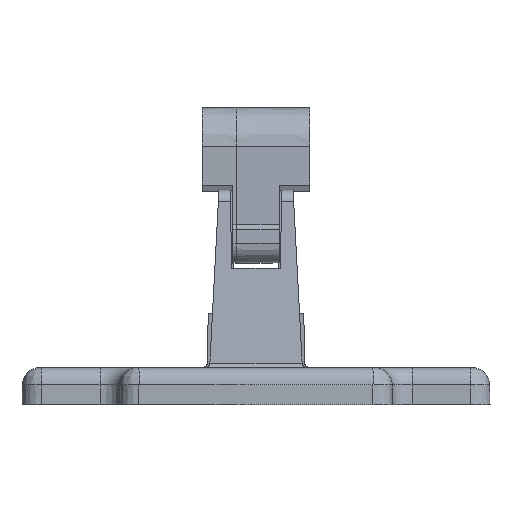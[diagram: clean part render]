
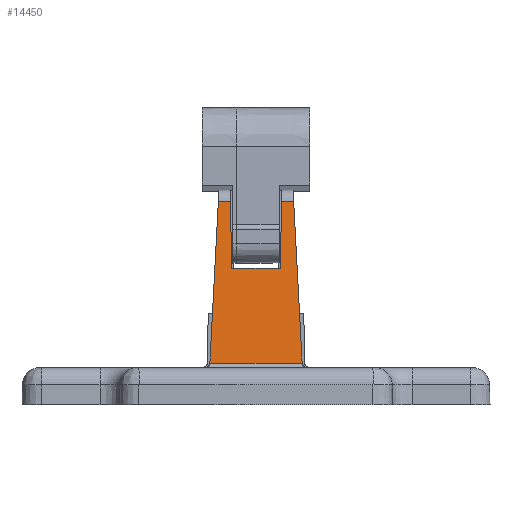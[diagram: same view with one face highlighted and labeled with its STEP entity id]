
A CAD part, left-side view. The second image highlights one B-rep face of the part: STEP entity #14450.
In plain terms, the highlighted planar face has unit normal (-0.995, 0, 0.104).
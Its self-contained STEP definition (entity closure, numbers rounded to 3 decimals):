
#3125=DIRECTION('',(-0.105,0.017,-0.994));
#3126=VECTOR('',#3125,6.875);
#3127=CARTESIAN_POINT('',(-18.61,-2.619,
20.836));
#3128=LINE('',#3127,#3126);
#3132=DIRECTION('',(-0.104,0.052,-0.993));
#3133=VECTOR('',#3132,16.676);
#3134=CARTESIAN_POINT('',(-18.61,3.861,20.836));
#3135=LINE('',#3134,#3133);
#3139=DIRECTION('',(0.,1.,0.));
#3140=VECTOR('',#3139,5.);
#3141=CARTESIAN_POINT('',(-19.329,-2.5,14.));
#3142=LINE('',#3141,#3140);
#3201=DIRECTION('',(-0.105,-0.017,-0.994));
#3202=VECTOR('',#3201,6.875);
#3203=CARTESIAN_POINT('',(-18.61,2.619,20.836));
#3204=LINE('',#3203,#3202);
#3221=DIRECTION('',(0.,-1.,0.));
#3222=VECTOR('',#3221,1.242);
#3223=CARTESIAN_POINT('',(-18.61,3.861,20.836));
#3224=LINE('',#3223,#3222);
#3389=CARTESIAN_POINT('',(-20.354,4.732,4.24));
#3390=CARTESIAN_POINT('',(-20.353,4.731,4.251));
#3391=CARTESIAN_POINT('',(-20.352,4.73,4.263));
#3392=CARTESIAN_POINT('',(-20.351,4.729,4.274));
#5228=DIRECTION('',(0.,1.,0.));
#5229=VECTOR('',#5228,9.464);
#5230=CARTESIAN_POINT('',(-20.354,-4.732,
4.24));
#5231=LINE('',#5230,#5229);
#5235=CARTESIAN_POINT('',(-20.351,-4.729,
4.274));
#5236=CARTESIAN_POINT('',(-20.352,-4.73,
4.263));
#5237=CARTESIAN_POINT('',(-20.353,-4.731,
4.251));
#5238=CARTESIAN_POINT('',(-20.354,-4.732,
4.24));
#5272=DIRECTION('',(-0.104,-0.052,-0.993));
#5273=VECTOR('',#5272,16.676);
#5274=CARTESIAN_POINT('',(-18.61,-3.861,
20.836));
#5275=LINE('',#5274,#5273);
#5327=DIRECTION('',(0.,-1.,0.));
#5328=VECTOR('',#5327,1.242);
#5329=CARTESIAN_POINT('',(-18.61,-2.619,
20.836));
#5330=LINE('',#5329,#5328);
#10640=CARTESIAN_POINT('',(-18.61,-2.619,
20.836));
#10641=CARTESIAN_POINT('',(-19.329,-2.5,14.));
#10642=VERTEX_POINT('',#10640);
#10643=VERTEX_POINT('',#10641);
#10644=CARTESIAN_POINT('',(-19.329,2.5,14.));
#10645=VERTEX_POINT('',#10644);
#10646=CARTESIAN_POINT('',(-18.61,2.619,
20.836));
#10647=VERTEX_POINT('',#10646);
#10648=CARTESIAN_POINT('',(-18.61,3.861,
20.836));
#10649=VERTEX_POINT('',#10648);
#10650=CARTESIAN_POINT('',(-20.351,4.729,
4.274));
#10651=VERTEX_POINT('',#10650);
#10652=VERTEX_POINT('',#3389);
#10653=CARTESIAN_POINT('',(-20.354,-4.732,
4.24));
#10654=VERTEX_POINT('',#10653);
#10655=VERTEX_POINT('',#5235);
#10656=CARTESIAN_POINT('',(-18.61,-3.861,
20.836));
#10657=VERTEX_POINT('',#10656);
#14424=CARTESIAN_POINT('',(-18.488,3.8,22.));
#14425=DIRECTION('',(0.995,0.,-0.105));
#14426=DIRECTION('',(-0.105,0.,-0.995));
#14427=AXIS2_PLACEMENT_3D('',#14424,#14425,#14426);
#14428=PLANE('',#14427);
#14430=ORIENTED_EDGE('',*,*,#14429,.F.);
#14432=ORIENTED_EDGE('',*,*,#14431,.T.);
#14434=ORIENTED_EDGE('',*,*,#14433,.T.);
#14436=ORIENTED_EDGE('',*,*,#14435,.T.);
#14438=ORIENTED_EDGE('',*,*,#14437,.T.);
#14440=ORIENTED_EDGE('',*,*,#14439,.T.);
#14442=ORIENTED_EDGE('',*,*,#14441,.F.);
#14444=ORIENTED_EDGE('',*,*,#14443,.T.);
#14446=ORIENTED_EDGE('',*,*,#14445,.T.);
#14447=ORIENTED_EDGE('',*,*,#14412,.F.);
#14448=EDGE_LOOP('',(#14430,#14432,#14434,#14436,#14438,#14440,#14442,#14444,
#14446,#14447));
#14449=FACE_OUTER_BOUND('',#14448,.F.);
#14450=ADVANCED_FACE('',(#14449),#14428,.F.);
#3393=B_SPLINE_CURVE_WITH_KNOTS('',3,(#3389,#3390,#3391,#3392),.UNSPECIFIED.,
.F.,.F.,(4,4),(0.,1.),.UNSPECIFIED.);
#5239=B_SPLINE_CURVE_WITH_KNOTS('',3,(#5235,#5236,#5237,#5238),.UNSPECIFIED.,
.F.,.F.,(4,4),(0.,1.),.UNSPECIFIED.);
#14412=EDGE_CURVE('',#10643,#10645,#3142,.T.);
#14429=EDGE_CURVE('',#10642,#10643,#3128,.T.);
#14431=EDGE_CURVE('',#10642,#10657,#5330,.T.);
#14433=EDGE_CURVE('',#10657,#10655,#5275,.T.);
#14435=EDGE_CURVE('',#10655,#10654,#5239,.T.);
#14437=EDGE_CURVE('',#10654,#10652,#5231,.T.);
#14439=EDGE_CURVE('',#10652,#10651,#3393,.T.);
#14441=EDGE_CURVE('',#10649,#10651,#3135,.T.);
#14443=EDGE_CURVE('',#10649,#10647,#3224,.T.);
#14445=EDGE_CURVE('',#10647,#10645,#3204,.T.);
